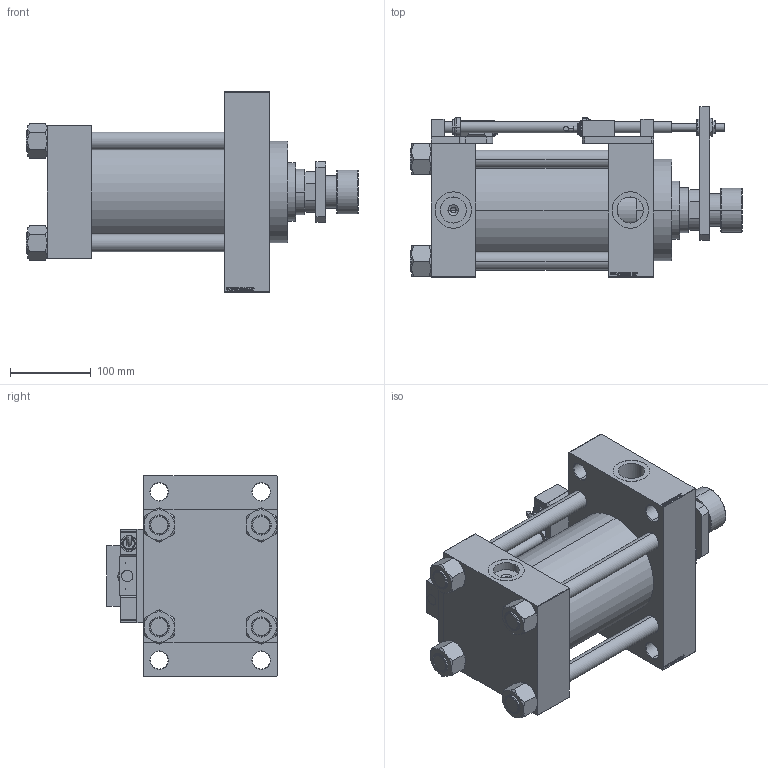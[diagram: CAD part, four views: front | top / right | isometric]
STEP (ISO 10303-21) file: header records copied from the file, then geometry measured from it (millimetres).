
FILE_DESCRIPTION (( 'STEP AP203' ), '1' );
FILE_NAME ('f182.STEP', '2025-07-17T16:11:09', ( '' ), ( '' ), 'SwSTEP 2.0', 'SolidWorks 2019', '' );
FILE_SCHEMA (( 'CONFIG_CONTROL_DESIGN' ));
Length unit declared in the file: millimetre
Products named in the file (17): V215CD_SWITCH_Q_NUT10 5ada0104110cacda182f69a1b4f3001f; V215CD_SWITCH_Q_TYC 5ada0104110cacda182f69a1b4f3001f; V215CD_D_Body 5ada0104110cacda182f69a1b4f3001f; V215CD_SWITCH_Q_PODLOZKA_BACK 5ada0104110cacda182f69a1b4f3001f; V215CD_VCP_D 5ada0104110cacda182f69a1b4f3001f; V215CD_SWITCH_Q_DIMA 5ada0104110cacda182f69a1b4f3001f; V215CD_D_TYCINKA 5ada0104110cacda182f69a1b4f3001f; V215CD_SWITCH_Q_ZARAZKA 5ada0104110cacda182f69a1b4f3001f; V215CD_SWITCH_Q_MAGNET 5ada0104110cacda182f69a1b4f3001f; V215CR_ROD_END_F 5ada0104110cacda182f69a1b4f3001f; V215CD_SWITCH_Q_SWITCH 5ada0104110cacda182f69a1b4f3001f; V215CD_SWITCH_Q_PODLOZKA_FRONT 5ada0104110cacda182f69a1b4f3001f; V215CD_SWITCH_Q_NUT 5ada0104110cacda182f69a1b4f3001f; V215CD_VC_A 5ada0104110cacda182f69a1b4f3001f; f182; V215CD_SWITCH_Q_BLOK 5ada0104110cacda182f69a1b4f3001f; V215CD_NUT_M5_D 5ada0104110cacda182f69a1b4f3001f
Assembly tree (25 placements, depth 2):
  f182
    V215CD_D_Body 5ada0104110cacda182f69a1b4f3001f
    V215CD_VC_A 5ada0104110cacda182f69a1b4f3001f
    V215CD_VCP_D 5ada0104110cacda182f69a1b4f3001f
    V215CD_D_TYCINKA 5ada0104110cacda182f69a1b4f3001f  x4
    V215CD_NUT_M5_D 5ada0104110cacda182f69a1b4f3001f  x4
    V215CR_ROD_END_F 5ada0104110cacda182f69a1b4f3001f
    V215CD_SWITCH_Q_BLOK 5ada0104110cacda182f69a1b4f3001f  x2
    V215CD_SWITCH_Q_DIMA 5ada0104110cacda182f69a1b4f3001f
    V215CD_SWITCH_Q_MAGNET 5ada0104110cacda182f69a1b4f3001f  x2
    V215CD_SWITCH_Q_NUT 5ada0104110cacda182f69a1b4f3001f
    V215CD_SWITCH_Q_NUT10 5ada0104110cacda182f69a1b4f3001f
    V215CD_SWITCH_Q_PODLOZKA_BACK 5ada0104110cacda182f69a1b4f3001f
    V215CD_SWITCH_Q_PODLOZKA_FRONT 5ada0104110cacda182f69a1b4f3001f
    V215CD_SWITCH_Q_SWITCH 5ada0104110cacda182f69a1b4f3001f  x2
    V215CD_SWITCH_Q_TYC 5ada0104110cacda182f69a1b4f3001f
    V215CD_SWITCH_Q_ZARAZKA 5ada0104110cacda182f69a1b4f3001f
Bounding box: 410 x 210 x 247 mm (x, y, z)
Volume: 5816767.4 mm3; surface area: 756880.8 mm2
Topology: 25 solids, 25 shells, 1390 faces, 3447 edges, 2236 vertices
Faces by surface type: plane 669, bspline 368, cylinder 158, cone 155, torus 40
Entity records: 53829 total; most frequent: CARTESIAN_POINT 26138, ORIENTED_EDGE 5834, DIRECTION 4142, EDGE_CURVE 2917, VERTEX_POINT 1910, VECTOR 1738, LINE 1738, EDGE_LOOP 1321
